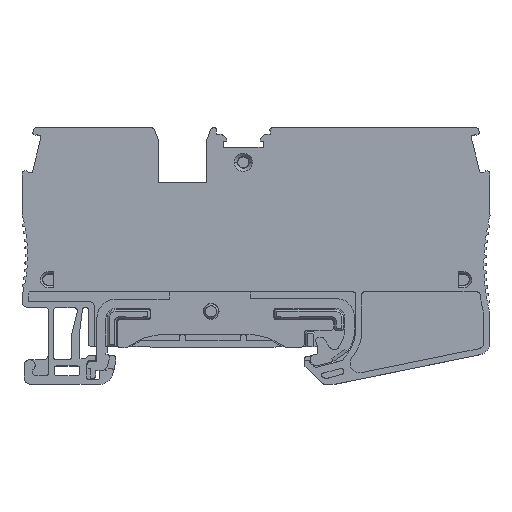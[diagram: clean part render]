
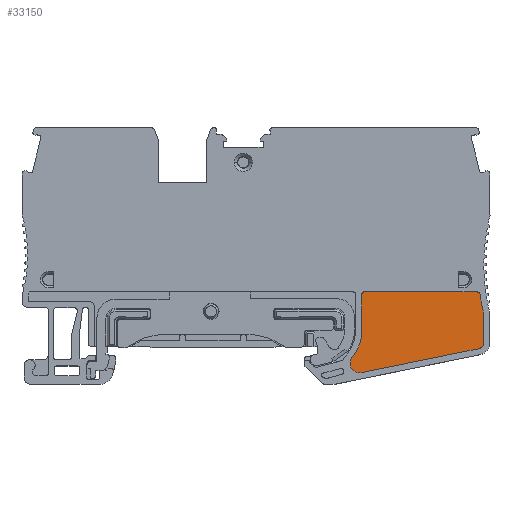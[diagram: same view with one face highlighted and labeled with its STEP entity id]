
A CAD part, top view. The second image highlights one B-rep face of the part: STEP entity #33150.
In plain terms, the highlighted planar face has unit normal (0, 0, 1).
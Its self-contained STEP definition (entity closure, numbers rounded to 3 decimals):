
#10140=DIRECTION('',(-1.,0.,0.));
#10141=VECTOR('',#10140,18.464);
#10142=CARTESIAN_POINT('',(43.464,9.2,-4.3));
#10143=LINE('',#10142,#10141);
#10184=CARTESIAN_POINT('',(43.464,8.7,-4.3));
#10185=DIRECTION('',(0.,0.,1.));
#10186=DIRECTION('',(0.989,0.145,0.));
#10187=AXIS2_PLACEMENT_3D('',#10184,#10185,#10186);
#10189=CARTESIAN_POINT('',(77.589,13.7,-4.3));
#10190=DIRECTION('',(0.,0.,-1.));
#10191=DIRECTION('',(-0.971,-0.241,0.));
#10192=AXIS2_PLACEMENT_3D('',#10189,#10190,#10191);
#10194=DIRECTION('',(0.,1.,0.));
#10195=VECTOR('',#10194,4.687);
#10196=CARTESIAN_POINT('',(44.6,0.829,-4.3));
#10197=LINE('',#10196,#10195);
#10198=CARTESIAN_POINT('',(43.6,0.829,-4.3));
#10199=DIRECTION('',(0.,0.,1.));
#10200=DIRECTION('',(0.2,-0.98,0.));
#10201=AXIS2_PLACEMENT_3D('',#10198,#10199,#10200);
#10203=DIRECTION('',(0.98,0.2,0.));
#10204=VECTOR('',#10203,19.785);
#10205=CARTESIAN_POINT('',(24.413,-4.101,-4.3));
#10206=LINE('',#10205,#10204);
#10207=CARTESIAN_POINT('',(24.106,-2.591,-4.3));
#10208=DIRECTION('',(0.,0.,1.));
#10209=DIRECTION('',(-0.809,0.588,0.));
#10210=AXIS2_PLACEMENT_3D('',#10207,#10208,#10209);
#10212=DIRECTION('',(-0.588,-0.809,0.));
#10213=VECTOR('',#10212,0.676);
#10214=CARTESIAN_POINT('',(23.257,-1.138,-4.3));
#10215=LINE('',#10214,#10213);
#10216=CARTESIAN_POINT('',(18.,2.685,-4.3));
#10217=DIRECTION('',(0.,0.,-1.));
#10218=DIRECTION('',(1.,0.,0.));
#10219=AXIS2_PLACEMENT_3D('',#10216,#10217,#10218);
#10221=DIRECTION('',(0.,-1.,0.));
#10222=VECTOR('',#10221,6.015);
#10223=CARTESIAN_POINT('',(24.5,8.7,-4.3));
#10224=LINE('',#10223,#10222);
#10225=CARTESIAN_POINT('',(25.,8.7,-4.3));
#10226=DIRECTION('',(0.,0.,1.));
#10227=DIRECTION('',(0.,1.,0.));
#10228=AXIS2_PLACEMENT_3D('',#10225,#10226,#10227);
#11691=CARTESIAN_POINT('',(25.,9.2,-4.3));
#11692=CARTESIAN_POINT('',(24.5,8.7,-4.3));
#11693=VERTEX_POINT('',#11691);
#11694=VERTEX_POINT('',#11692);
#11695=CARTESIAN_POINT('',(24.5,2.685,-4.3));
#11696=VERTEX_POINT('',#11695);
#11697=CARTESIAN_POINT('',(23.257,-1.138,-4.3));
#11698=VERTEX_POINT('',#11697);
#11699=CARTESIAN_POINT('',(22.859,-1.685,-4.3));
#11700=VERTEX_POINT('',#11699);
#11701=CARTESIAN_POINT('',(24.413,-4.101,-4.3));
#11702=VERTEX_POINT('',#11701);
#11703=CARTESIAN_POINT('',(43.8,-0.151,-4.3));
#11704=VERTEX_POINT('',#11703);
#11705=CARTESIAN_POINT('',(44.6,0.829,-4.3));
#11706=VERTEX_POINT('',#11705);
#11707=CARTESIAN_POINT('',(44.6,5.516,-4.3));
#11708=VERTEX_POINT('',#11707);
#11709=CARTESIAN_POINT('',(43.959,8.772,-4.3));
#11710=VERTEX_POINT('',#11709);
#11711=CARTESIAN_POINT('',(43.464,9.2,-4.3));
#11712=VERTEX_POINT('',#11711);
#33132=CARTESIAN_POINT('',(0.,0.,-4.3));
#33133=DIRECTION('',(0.,0.,1.));
#33134=DIRECTION('',(1.,0.,0.));
#33135=AXIS2_PLACEMENT_3D('',#33132,#33133,#33134);
#33136=PLANE('',#33135);
#33137=ORIENTED_EDGE('',*,*,#32854,.F.);
#33138=ORIENTED_EDGE('',*,*,#32881,.F.);
#33139=ORIENTED_EDGE('',*,*,#32907,.F.);
#33140=ORIENTED_EDGE('',*,*,#32933,.F.);
#33141=ORIENTED_EDGE('',*,*,#32959,.F.);
#33142=ORIENTED_EDGE('',*,*,#32985,.F.);
#33143=ORIENTED_EDGE('',*,*,#33011,.F.);
#33144=ORIENTED_EDGE('',*,*,#33037,.F.);
#33145=ORIENTED_EDGE('',*,*,#33063,.F.);
#33146=ORIENTED_EDGE('',*,*,#33089,.F.);
#33147=ORIENTED_EDGE('',*,*,#33114,.F.);
#33148=EDGE_LOOP('',(#33137,#33138,#33139,#33140,#33141,#33142,#33143,#33144,
#33145,#33146,#33147));
#33149=FACE_OUTER_BOUND('',#33148,.F.);
#33150=ADVANCED_FACE('',(#33149),#33136,.T.);
#10188=CIRCLE('',#10187,0.5);
#10193=CIRCLE('',#10192,33.989);
#10202=CIRCLE('',#10201,1.);
#10211=CIRCLE('',#10210,1.541);
#10220=CIRCLE('',#10219,6.5);
#10229=CIRCLE('',#10228,0.5);
#32854=EDGE_CURVE('',#11712,#11693,#10143,.T.);
#32881=EDGE_CURVE('',#11710,#11712,#10188,.T.);
#32907=EDGE_CURVE('',#11708,#11710,#10193,.T.);
#32933=EDGE_CURVE('',#11706,#11708,#10197,.T.);
#32959=EDGE_CURVE('',#11704,#11706,#10202,.T.);
#32985=EDGE_CURVE('',#11702,#11704,#10206,.T.);
#33011=EDGE_CURVE('',#11700,#11702,#10211,.T.);
#33037=EDGE_CURVE('',#11698,#11700,#10215,.T.);
#33063=EDGE_CURVE('',#11696,#11698,#10220,.T.);
#33089=EDGE_CURVE('',#11694,#11696,#10224,.T.);
#33114=EDGE_CURVE('',#11693,#11694,#10229,.T.);
